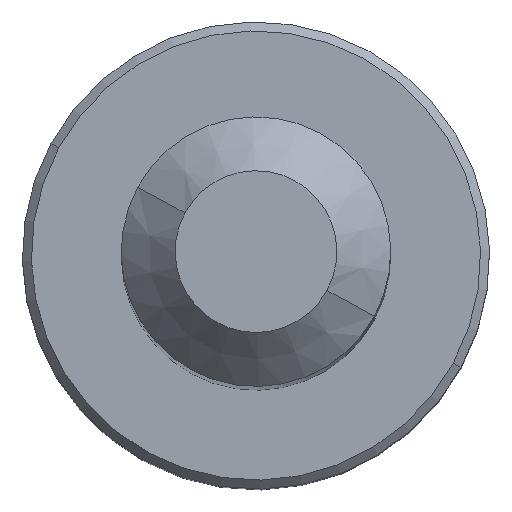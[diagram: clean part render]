
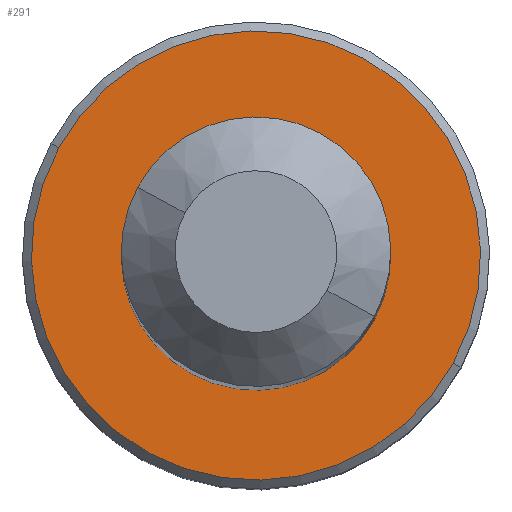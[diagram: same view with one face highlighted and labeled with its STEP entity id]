
A CAD part, top view. The second image highlights one B-rep face of the part: STEP entity #291.
In plain terms, the highlighted planar face has unit normal (0, 0, 1).
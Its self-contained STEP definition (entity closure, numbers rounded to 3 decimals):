
#88=CARTESIAN_POINT('Axis2P3D Location',(0.,0.,0.)) ;
#92=CARTESIAN_POINT('Vertex',(-5.704,3.116,0.)) ;
#94=CARTESIAN_POINT('Vertex',(5.704,-3.116,0.)) ;
#123=CARTESIAN_POINT('Axis2P3D Location',(0.,0.,0.)) ;
#264=CARTESIAN_POINT('Axis2P3D Location',(-13.,0.,0.)) ;
#269=CARTESIAN_POINT('Axis2P3D Location',(0.,0.,0.)) ;
#273=CARTESIAN_POINT('Vertex',(10.97,-5.993,0.)) ;
#275=CARTESIAN_POINT('Vertex',(-10.97,5.993,0.)) ;
#278=CARTESIAN_POINT('Axis2P3D Location',(0.,0.,0.)) ;
#89=DIRECTION('Axis2P3D Direction',(0.,0.,-1.)) ;
#124=DIRECTION('Axis2P3D Direction',(0.,0.,-1.)) ;
#265=DIRECTION('Axis2P3D Direction',(0.,0.,-1.)) ;
#266=DIRECTION('Axis2P3D XDirection',(1.,0.,0.)) ;
#270=DIRECTION('Axis2P3D Direction',(0.,0.,-1.)) ;
#279=DIRECTION('Axis2P3D Direction',(0.,0.,-1.)) ;
#90=AXIS2_PLACEMENT_3D('Circle Axis2P3D',#88,#89,$) ;
#125=AXIS2_PLACEMENT_3D('Circle Axis2P3D',#123,#124,$) ;
#267=AXIS2_PLACEMENT_3D('Plane Axis2P3D',#264,#265,#266) ;
#271=AXIS2_PLACEMENT_3D('Circle Axis2P3D',#269,#270,$) ;
#280=AXIS2_PLACEMENT_3D('Circle Axis2P3D',#278,#279,$) ;
#284=ORIENTED_EDGE('',*,*,#277,.F.) ;
#285=ORIENTED_EDGE('',*,*,#282,.F.) ;
#288=ORIENTED_EDGE('',*,*,#127,.T.) ;
#289=ORIENTED_EDGE('',*,*,#96,.T.) ;
#290=FACE_BOUND('',#287,.T.) ;
#291=ADVANCED_FACE('PartBody',(#286,#290),#268,.F.) ;
#91=CIRCLE('generated circle',#90,6.5) ;
#126=CIRCLE('generated circle',#125,6.5) ;
#272=CIRCLE('generated circle',#271,12.5) ;
#281=CIRCLE('generated circle',#280,12.5) ;
#96=EDGE_CURVE('',#93,#95,#91,.T.) ;
#127=EDGE_CURVE('',#95,#93,#126,.T.) ;
#277=EDGE_CURVE('',#274,#276,#272,.T.) ;
#282=EDGE_CURVE('',#276,#274,#281,.T.) ;
#283=EDGE_LOOP('',(#284,#285)) ;
#287=EDGE_LOOP('',(#288,#289)) ;
#286=FACE_OUTER_BOUND('',#283,.T.) ;
#268=PLANE('Plane',#267) ;
#93=VERTEX_POINT('',#92) ;
#95=VERTEX_POINT('',#94) ;
#274=VERTEX_POINT('',#273) ;
#276=VERTEX_POINT('',#275) ;
